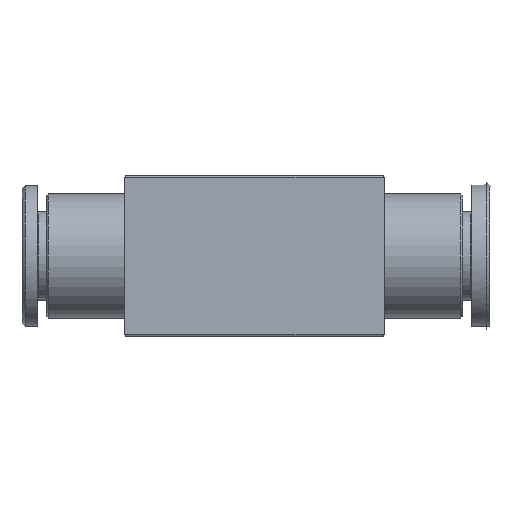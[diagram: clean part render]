
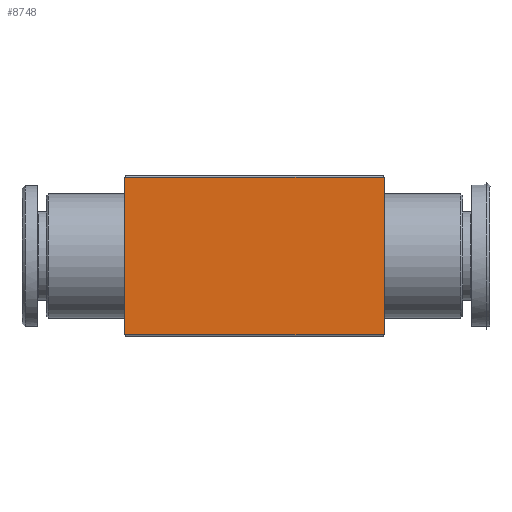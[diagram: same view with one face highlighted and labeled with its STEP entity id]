
A CAD part, front view. The second image highlights one B-rep face of the part: STEP entity #8748.
In plain terms, the highlighted planar face has unit normal (0, -1, 0).
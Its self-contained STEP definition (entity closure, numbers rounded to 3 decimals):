
#504=PLANE('',#9518);
#958=FACE_OUTER_BOUND('',#1475,.T.);
#1475=EDGE_LOOP('',(#7838,#7839,#7840,#7841));
#2284=LINE('',#17867,#3087);
#2297=LINE('',#17907,#3100);
#2299=LINE('',#17912,#3102);
#2300=LINE('',#17913,#3103);
#3087=VECTOR('',#11727,34.);
#3100=VECTOR('',#11782,34.);
#3102=VECTOR('',#11790,20.6);
#3103=VECTOR('',#11791,20.6);
#4285=VERTEX_POINT('',#17849);
#4290=VERTEX_POINT('',#17865);
#4295=VERTEX_POINT('',#17897);
#4296=VERTEX_POINT('',#17906);
#5504=EDGE_CURVE('',#4290,#4285,#2284,.T.);
#5525=EDGE_CURVE('',#4296,#4295,#2297,.T.);
#5528=EDGE_CURVE('',#4290,#4295,#2299,.T.);
#5529=EDGE_CURVE('',#4285,#4296,#2300,.T.);
#7838=ORIENTED_EDGE('',*,*,#5504,.F.);
#7839=ORIENTED_EDGE('',*,*,#5528,.T.);
#7840=ORIENTED_EDGE('',*,*,#5525,.F.);
#7841=ORIENTED_EDGE('',*,*,#5529,.F.);
#8748=ADVANCED_FACE('',(#958),#504,.T.);
#9518=AXIS2_PLACEMENT_3D('',#17911,#11788,#11789);
#11727=DIRECTION('',(1.,0.,0.));
#11782=DIRECTION('',(-1.,0.,0.));
#11788=DIRECTION('center_axis',(0.,-1.,0.));
#11789=DIRECTION('ref_axis',(1.,0.,0.));
#11790=DIRECTION('',(0.,0.,-1.));
#11791=DIRECTION('',(0.,0.,-1.));
#17849=CARTESIAN_POINT('',(17.,-10.6,10.3));
#17865=CARTESIAN_POINT('',(-17.,-10.6,10.3));
#17867=CARTESIAN_POINT('',(-17.,-10.6,10.3));
#17897=CARTESIAN_POINT('',(-17.,-10.6,-10.3));
#17906=CARTESIAN_POINT('',(17.,-10.6,-10.3));
#17907=CARTESIAN_POINT('',(17.,-10.6,-10.3));
#17911=CARTESIAN_POINT('Origin',(-17.,-10.6,0.));
#17912=CARTESIAN_POINT('',(-17.,-10.6,10.3));
#17913=CARTESIAN_POINT('',(17.,-10.6,10.3));
